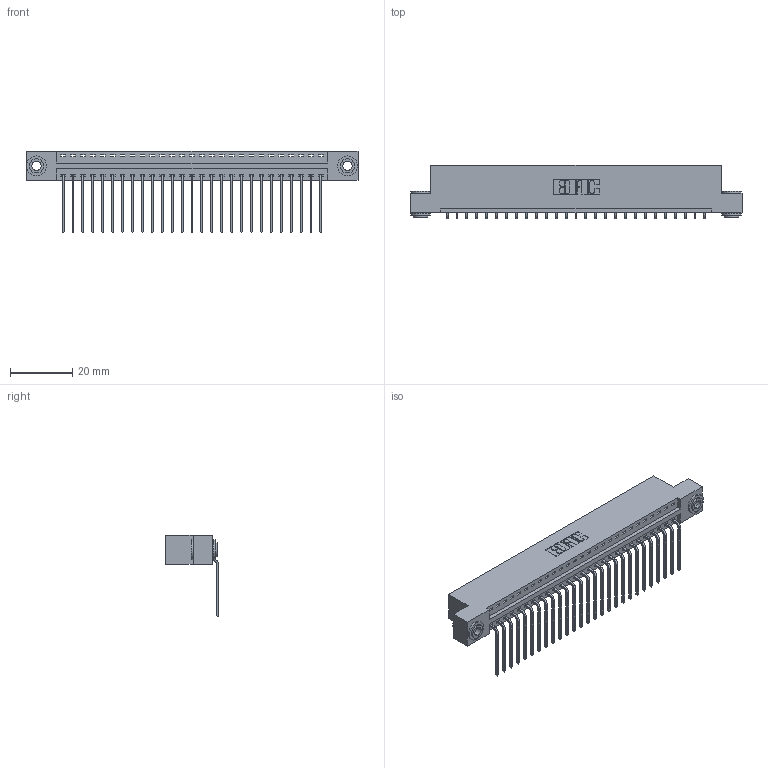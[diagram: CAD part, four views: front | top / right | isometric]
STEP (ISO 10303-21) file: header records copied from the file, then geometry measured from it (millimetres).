
FILE_DESCRIPTION (( 'STEP AP203' ), '1' );
FILE_NAME ('346-027-559-103.STEP', '2018-08-22T00:30:31', ( '' ), ( '' ), 'SwSTEP 2.0', 'SolidWorks 2016', '' );
FILE_SCHEMA (( 'CONFIG_CONTROL_DESIGN' ));
Length unit declared in the file: inch
Products named in the file (4): 346 Part_Flush Mounting Lugs - 0.156 Dia-TH; 345-292-001_558 559 Tail - 1; 345-250-002_345-250-002-102; 346-027-559-103
Assembly tree (30 placements, depth 2):
  346-027-559-103
    346 Part_Flush Mounting Lugs - 0.156 Dia-TH
    345-292-001_558 559 Tail - 1  x27
    345-250-002_345-250-002-102  x2
Bounding box: 106.3 x 17.08 x 26.16 mm (x, y, z)
Volume: 10181.2 mm3; surface area: 13319.1 mm2
Topology: 30 solids, 30 shells, 1780 faces, 5319 edges, 3506 vertices
Faces by surface type: plane 1220, cylinder 552, cone 8
Entity records: 19510 total; most frequent: CARTESIAN_POINT 3328, ORIENTED_EDGE 3282, DIRECTION 2985, EDGE_CURVE 1641, LINE 1377, VECTOR 1377, VERTEX_POINT 1090, AXIS2_PLACEMENT_3D 804
